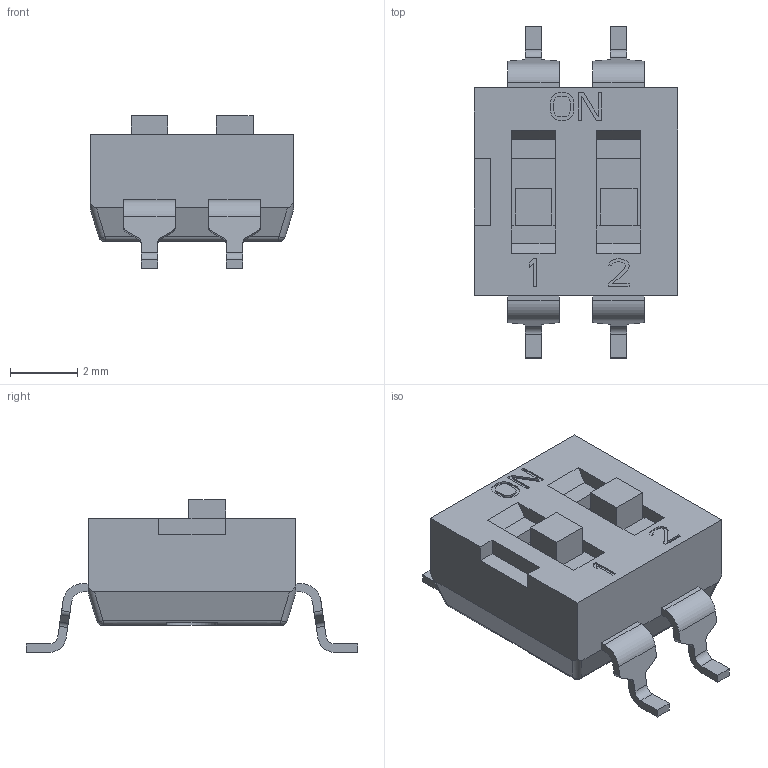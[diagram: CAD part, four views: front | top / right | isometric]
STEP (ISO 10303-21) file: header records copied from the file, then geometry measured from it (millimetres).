
FILE_DESCRIPTION((''),'2;1');
FILE_NAME('C-2454985-3','2023-05-26T04:26:18',('workeradm'),('TE Connectivity Ltd.'),'CREO PARAMETRIC BY PTC INC, 2021072','CREO PARAMETRIC BY PTC INC, 2021072','');
FILE_SCHEMA(('AUTOMOTIVE_DESIGN { 1 0 10303 214 1 1 1 1 }'));
Length unit declared in the file: millimetre
Products named in the file (1): C-2454985-3
Bounding box: 6.08 x 9.9 x 4.55 mm (x, y, z)
Volume: 116.3 mm3; surface area: 202.4 mm2
Topology: 1 solids, 1 shells, 246 faces, 695 edges, 454 vertices
Faces by surface type: plane 200, cylinder 42, sphere 4
Entity records: 7908 total; most frequent: CARTESIAN_POINT 1550, ORIENTED_EDGE 1382, DIRECTION 1197, EDGE_CURVE 691, VECTOR 593, LINE 593, VERTEX_POINT 454, AXIS2_PLACEMENT_3D 302
